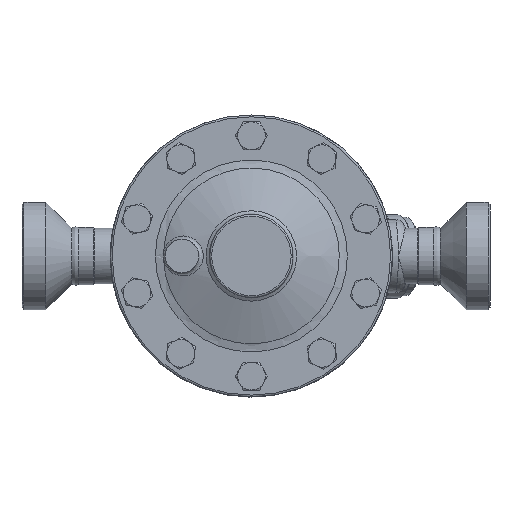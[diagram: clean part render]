
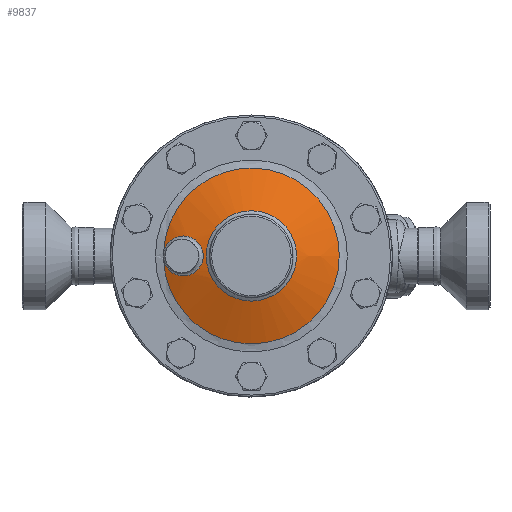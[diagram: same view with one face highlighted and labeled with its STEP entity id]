
A CAD part, top view. The second image highlights one B-rep face of the part: STEP entity #9837.
In plain terms, the highlighted spherical face has radius 218 mm.
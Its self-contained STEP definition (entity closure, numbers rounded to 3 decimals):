
#8592=CARTESIAN_POINT('',(-94.957,3.557,35.));
#8593=VERTEX_POINT('',#8592);
#8609=CARTESIAN_POINT('',(-94.957,-3.557,35.));
#8610=VERTEX_POINT('',#8609);
#8611=CARTESIAN_POINT('',(0.0,0.0,35.0));
#8612=DIRECTION('',(0.0,0.0,-1.0));
#8613=DIRECTION('',(0.0,1.0,0.0));
#8614=AXIS2_PLACEMENT_3D('',#8611,#8612,#8613);
#8615=CIRCLE('',#8614,95.024);
#8616=EDGE_CURVE('',#8593,#8610,#8615,.T.);
#9508=CARTESIAN_POINT('',(-94.957,-3.557,35.));
#9509=CARTESIAN_POINT('',(-94.932,-3.711,35.01));
#9510=CARTESIAN_POINT('',(-94.85,-4.17,35.04));
#9511=CARTESIAN_POINT('',(-94.41,-6.253,35.205));
#9512=CARTESIAN_POINT('',(-93.518,-8.722,35.54));
#9513=CARTESIAN_POINT('',(-92.332,-10.87,35.983));
#9514=CARTESIAN_POINT('',(-91.684,-11.905,36.225));
#9515=CARTESIAN_POINT('',(-91.106,-12.746,36.44));
#9516=CARTESIAN_POINT('',(-90.108,-14.035,36.812));
#9517=CARTESIAN_POINT('',(-89.006,-15.232,37.222));
#9518=CARTESIAN_POINT('',(-87.819,-16.322,37.662));
#9519=CARTESIAN_POINT('',(-87.097,-16.914,37.929));
#9520=CARTESIAN_POINT('',(-86.359,-17.476,38.202));
#9521=CARTESIAN_POINT('',(-85.491,-18.087,38.522));
#9522=CARTESIAN_POINT('',(-83.792,-19.126,39.148));
#9523=CARTESIAN_POINT('',(-81.866,-20.028,39.855));
#9524=CARTESIAN_POINT('',(-80.186,-20.601,40.469));
#9525=CARTESIAN_POINT('',(-79.179,-20.889,40.836));
#9526=CARTESIAN_POINT('',(-77.662,-21.264,41.389));
#9527=CARTESIAN_POINT('',(-75.26,-21.62,42.261));
#9528=CARTESIAN_POINT('',(-72.629,-21.624,43.211));
#9529=CARTESIAN_POINT('',(-70.937,-21.441,43.818));
#9530=CARTESIAN_POINT('',(-69.907,-21.282,44.188));
#9531=CARTESIAN_POINT('',(-68.37,-20.988,44.739));
#9532=CARTESIAN_POINT('',(-65.962,-20.274,45.599));
#9533=CARTESIAN_POINT('',(-63.673,-19.207,46.412));
#9534=CARTESIAN_POINT('',(-62.308,-18.394,46.895));
#9535=CARTESIAN_POINT('',(-61.418,-17.818,47.21));
#9536=CARTESIAN_POINT('',(-60.005,-16.81,47.709));
#9537=CARTESIAN_POINT('',(-58.394,-15.365,48.276));
#9538=CARTESIAN_POINT('',(-56.955,-13.744,48.781));
#9539=CARTESIAN_POINT('',(-55.644,-12.026,49.241));
#9540=CARTESIAN_POINT('',(-54.231,-9.662,49.735));
#9541=CARTESIAN_POINT('',(-53.27,-7.288,50.07));
#9542=CARTESIAN_POINT('',(-52.806,-5.705,50.231));
#9543=CARTESIAN_POINT('',(-52.57,-4.767,50.313));
#9544=CARTESIAN_POINT('',(-52.416,-4.019,50.367));
#9545=CARTESIAN_POINT('',(-52.142,-2.373,50.462));
#9546=CARTESIAN_POINT('',(-51.959,0.004,50.526));
#9547=CARTESIAN_POINT('',(-52.151,2.486,50.459));
#9548=CARTESIAN_POINT('',(-52.533,4.676,50.326));
#9549=CARTESIAN_POINT('',(-52.948,6.297,50.182));
#9550=CARTESIAN_POINT('',(-53.536,7.924,49.977));
#9551=CARTESIAN_POINT('',(-53.973,8.933,49.825));
#9552=CARTESIAN_POINT('',(-54.445,9.919,49.66));
#9553=CARTESIAN_POINT('',(-55.001,10.94,49.465));
#9554=CARTESIAN_POINT('',(-55.588,11.865,49.26));
#9555=CARTESIAN_POINT('',(-56.287,12.878,49.016));
#9556=CARTESIAN_POINT('',(-57.04,13.849,48.751));
#9557=CARTESIAN_POINT('',(-58.499,15.458,48.239));
#9558=CARTESIAN_POINT('',(-60.19,16.977,47.644));
#9559=CARTESIAN_POINT('',(-61.958,18.193,47.019));
#9560=CARTESIAN_POINT('',(-63.494,19.089,46.475));
#9561=CARTESIAN_POINT('',(-65.643,20.152,45.712));
#9562=CARTESIAN_POINT('',(-67.7,20.817,44.979));
#9563=CARTESIAN_POINT('',(-69.327,21.168,44.396));
#9564=CARTESIAN_POINT('',(-70.358,21.371,44.027));
#9565=CARTESIAN_POINT('',(-71.86,21.56,43.487));
#9566=CARTESIAN_POINT('',(-73.696,21.623,42.825));
#9567=CARTESIAN_POINT('',(-75.261,21.562,42.26));
#9568=CARTESIAN_POINT('',(-76.811,21.39,41.698));
#9569=CARTESIAN_POINT('',(-78.874,21.008,40.948));
#9570=CARTESIAN_POINT('',(-80.895,20.4,40.21));
#9571=CARTESIAN_POINT('',(-82.836,19.574,39.499));
#9572=CARTESIAN_POINT('',(-84.704,18.613,38.812));
#9573=CARTESIAN_POINT('',(-86.707,17.288,38.074));
#9574=CARTESIAN_POINT('',(-88.507,15.724,37.407));
#9575=CARTESIAN_POINT('',(-89.624,14.561,36.992));
#9576=CARTESIAN_POINT('',(-90.672,13.338,36.602));
#9577=CARTESIAN_POINT('',(-91.818,11.773,36.175));
#9578=CARTESIAN_POINT('',(-92.889,9.895,35.775));
#9579=CARTESIAN_POINT('',(-93.568,8.393,35.521));
#9580=CARTESIAN_POINT('',(-94.159,6.861,35.3));
#9581=CARTESIAN_POINT('',(-94.621,5.312,35.126));
#9582=CARTESIAN_POINT('',(-94.879,4.026,35.029));
#9583=CARTESIAN_POINT('',(-94.957,3.557,35.));
#9584=B_SPLINE_CURVE_WITH_KNOTS('',3,(#9508,#9509,#9510,#9511,#9512,#9513,#9514,#9515,#9516,#9517,#9518,#9519,#9520,#9521,#9522,#9523,#9524,#9525,#9526,#9527,#9528,#9529,#9530,#9531,#9532,#9533,#9534,#9535,#9536,#9537,#9538,#9539,#9540,#9541,#9542,#9543,#9544,#9545,#9546,#9547,#9548,#9549,#9550,#9551,#9552,#9553,#9554,#9555,#9556,#9557,#9558,#9559,#9560,#9561,#9562,#9563,#9564,#9565,#9566,#9567,#9568,#9569,#9570,#9571,#9572,#9573,#9574,#9575,#9576,#9577,#9578,#9579,#9580,#9581,#9582,#9583),.UNSPECIFIED.,.F.,.U.,(4,1,1,1,1,1,1,1,1,1,1,1,1,1,1,1,1,1,1,1,1,1,1,1,1,1,1,1,1,1,1,1,1,1,1,1,1,1,1,1,1,1,1,1,1,1,1,1,1,1,1,1,1,1,1,1,1,1,1,1,1,1,1,1,1,1,1,1,1,1,1,1,1,4),(-10.92,-10.882,-10.807,-10.407,-10.257,-10.207,-10.107,-10.006,-9.806,-9.706,-9.606,-9.573,-9.473,-9.339,-9.073,-8.939,-8.889,-8.806,-8.539,-8.272,-8.139,-8.105,-8.005,-7.738,-7.472,-7.371,-7.338,-7.205,-6.938,-6.804,-6.671,-6.404,-6.137,-6.054,-6.004,-5.904,-5.87,-5.604,-5.337,-5.27,-5.07,-4.937,-4.853,-4.803,-4.67,-4.57,-4.536,-4.369,-4.269,-4.003,-3.802,-3.736,-3.558,-3.202,-3.185,-3.135,-2.935,-2.802,-2.668,-2.535,-2.402,-2.135,-2.001,-1.868,-1.601,-1.401,-1.276,-1.201,-1.001,-0.801,-0.675,-0.6,-0.4,-0.286),.UNSPECIFIED.);
#9585=EDGE_CURVE('',#8610,#8593,#9584,.T.);
#9813=CARTESIAN_POINT('',(48.879,0.,51.25));
#9814=VERTEX_POINT('',#9813);
#9815=CARTESIAN_POINT('',(0.0,0.0,51.25));
#9816=DIRECTION('',(0.0,0.0,1.0));
#9817=DIRECTION('',(-1.0,0.0,0.0));
#9818=AXIS2_PLACEMENT_3D('',#9815,#9816,#9817);
#9819=CIRCLE('',#9818,48.879);
#9820=EDGE_CURVE('',#9814,#9814,#9819,.T.);
#9825=CARTESIAN_POINT('',(0.0,0.0,-161.2));
#9826=DIRECTION('',(0.0,0.0,1.0));
#9827=DIRECTION('',(1.0,0.0,0.0));
#9828=AXIS2_PLACEMENT_3D('',#9825,#9826,#9827);
#9829=SPHERICAL_SURFACE('',#9828,218.);
#9830=ORIENTED_EDGE('',*,*,#8616,.F.);
#9831=ORIENTED_EDGE('',*,*,#9585,.F.);
#9832=EDGE_LOOP('',(#9830,#9831));
#9833=FACE_OUTER_BOUND('',#9832,.T.);
#9834=ORIENTED_EDGE('',*,*,#9820,.F.);
#9835=EDGE_LOOP('',(#9834));
#9836=FACE_BOUND('',#9835,.T.);
#9837=ADVANCED_FACE('',(#9833,#9836),#9829,.T.);
